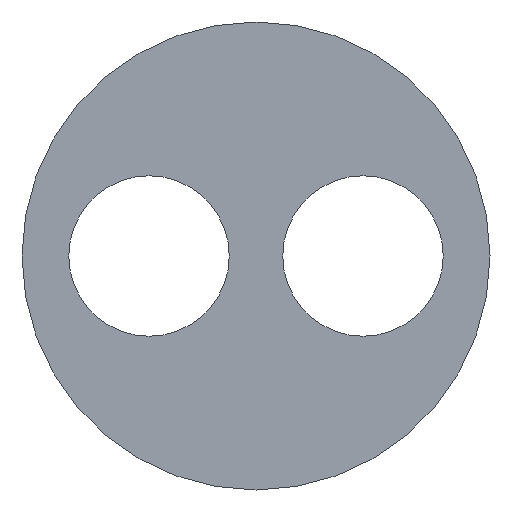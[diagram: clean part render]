
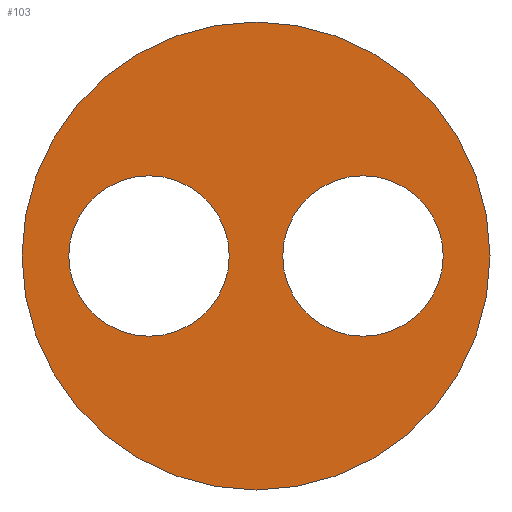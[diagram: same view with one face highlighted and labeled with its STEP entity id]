
A CAD part, left-side view. The second image highlights one B-rep face of the part: STEP entity #103.
In plain terms, the highlighted planar face has unit normal (-1, 0, 0).
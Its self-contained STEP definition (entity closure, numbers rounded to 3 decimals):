
#103 = ADVANCED_FACE( '', ( #212, #213, #214 ), #215, .F. );
#212 = FACE_BOUND( '', #321, .T. );
#213 = FACE_BOUND( '', #322, .T. );
#214 = FACE_OUTER_BOUND( '', #323, .T. );
#215 = PLANE( '', #324 );
#321 = EDGE_LOOP( '', ( #573 ) );
#322 = EDGE_LOOP( '', ( #574 ) );
#323 = EDGE_LOOP( '', ( #575 ) );
#324 = AXIS2_PLACEMENT_3D( '', #576, #577, #578 );
#573 = ORIENTED_EDGE( '', *, *, #649, .T. );
#574 = ORIENTED_EDGE( '', *, *, #682, .T. );
#575 = ORIENTED_EDGE( '', *, *, #725, .F. );
#576 = CARTESIAN_POINT( '', ( 0., 0., 0. ) );
#577 = DIRECTION( '', ( 1., 0., 0. ) );
#578 = DIRECTION( '', ( 0., 0., -1. ) );
#649 = EDGE_CURVE( '', #777, #777, #778, .T. );
#682 = EDGE_CURVE( '', #830, #830, #831, .T. );
#725 = EDGE_CURVE( '', #887, #887, #888, .T. );
#777 = VERTEX_POINT( '', #952 );
#778 = CIRCLE( '', #953, 3. );
#830 = VERTEX_POINT( '', #1021 );
#831 = CIRCLE( '', #1022, 3. );
#887 = VERTEX_POINT( '', #1100 );
#888 = CIRCLE( '', #1101, 8.75 );
#952 = CARTESIAN_POINT( '', ( 0., -4., -3. ) );
#953 = AXIS2_PLACEMENT_3D( '', #1145, #1146, #1147 );
#1021 = CARTESIAN_POINT( '', ( 0., 4., -3. ) );
#1022 = AXIS2_PLACEMENT_3D( '', #1194, #1195, #1196 );
#1100 = CARTESIAN_POINT( '', ( 0., 0., -8.75 ) );
#1101 = AXIS2_PLACEMENT_3D( '', #1237, #1238, #1239 );
#1145 = CARTESIAN_POINT( '', ( 0., -4., 0. ) );
#1146 = DIRECTION( '', ( 1., 0., 0. ) );
#1147 = DIRECTION( '', ( 0., 0., -1. ) );
#1194 = CARTESIAN_POINT( '', ( 0., 4., 0. ) );
#1195 = DIRECTION( '', ( 1., 0., 0. ) );
#1196 = DIRECTION( '', ( 0., 0., -1. ) );
#1237 = CARTESIAN_POINT( '', ( 0., 0., 0. ) );
#1238 = DIRECTION( '', ( 1., 0., 0. ) );
#1239 = DIRECTION( '', ( 0., 0., -1. ) );
